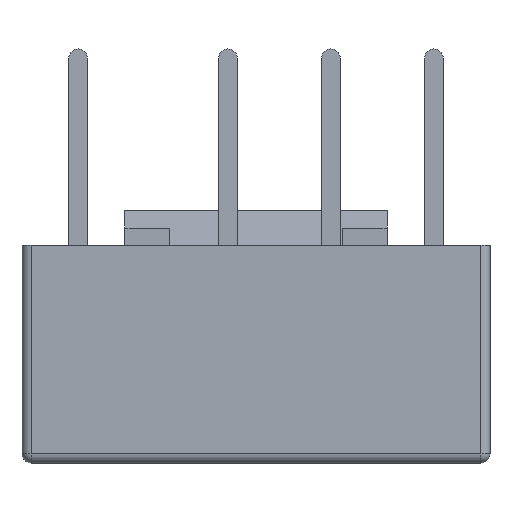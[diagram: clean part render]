
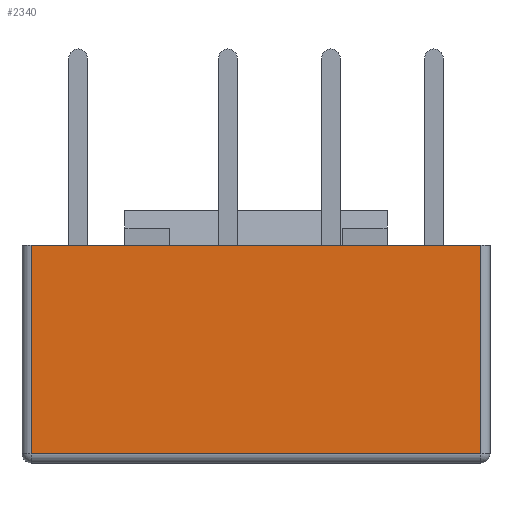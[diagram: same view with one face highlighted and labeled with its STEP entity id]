
A CAD part, front view. The second image highlights one B-rep face of the part: STEP entity #2340.
In plain terms, the highlighted planar face has unit normal (0, -1, 0).
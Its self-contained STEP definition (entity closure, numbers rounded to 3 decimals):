
#145=DIRECTION('',(1.,0.,0.));
#146=VECTOR('',#145,9.6);
#147=CARTESIAN_POINT('',(-4.8,-3.,0.));
#148=LINE('',#147,#146);
#376=DIRECTION('',(0.,0.,-1.));
#377=VECTOR('',#376,4.45);
#378=CARTESIAN_POINT('',(4.8,-3.,0.));
#379=LINE('',#378,#377);
#383=DIRECTION('',(-1.,0.,0.));
#384=VECTOR('',#383,9.6);
#385=CARTESIAN_POINT('',(4.8,-3.,-4.45));
#386=LINE('',#385,#384);
#390=DIRECTION('',(0.,0.,-1.));
#391=VECTOR('',#390,4.45);
#392=CARTESIAN_POINT('',(-4.8,-3.,0.));
#393=LINE('',#392,#391);
#1813=CARTESIAN_POINT('',(4.8,-3.,0.));
#1815=VERTEX_POINT('',#1813);
#1819=CARTESIAN_POINT('',(4.8,-3.,-4.45));
#1820=VERTEX_POINT('',#1819);
#1822=CARTESIAN_POINT('',(-4.8,-3.,0.));
#1824=VERTEX_POINT('',#1822);
#1825=CARTESIAN_POINT('',(-4.8,-3.,-4.45));
#1826=VERTEX_POINT('',#1825);
#2328=CARTESIAN_POINT('',(-5.,-3.,0.));
#2329=DIRECTION('',(0.,-1.,0.));
#2330=DIRECTION('',(1.,0.,0.));
#2331=AXIS2_PLACEMENT_3D('',#2328,#2329,#2330);
#2332=PLANE('',#2331);
#2333=ORIENTED_EDGE('',*,*,#2163,.T.);
#2335=ORIENTED_EDGE('',*,*,#2334,.T.);
#2336=ORIENTED_EDGE('',*,*,#2320,.F.);
#2337=ORIENTED_EDGE('',*,*,#2126,.T.);
#2338=EDGE_LOOP('',(#2333,#2335,#2336,#2337));
#2339=FACE_OUTER_BOUND('',#2338,.F.);
#2126=EDGE_CURVE('',#1824,#1815,#148,.T.);
#2163=EDGE_CURVE('',#1815,#1820,#379,.T.);
#2320=EDGE_CURVE('',#1824,#1826,#393,.T.);
#2334=EDGE_CURVE('',#1820,#1826,#386,.T.);
#2340=ADVANCED_FACE('',(#2339),#2332,.T.);
